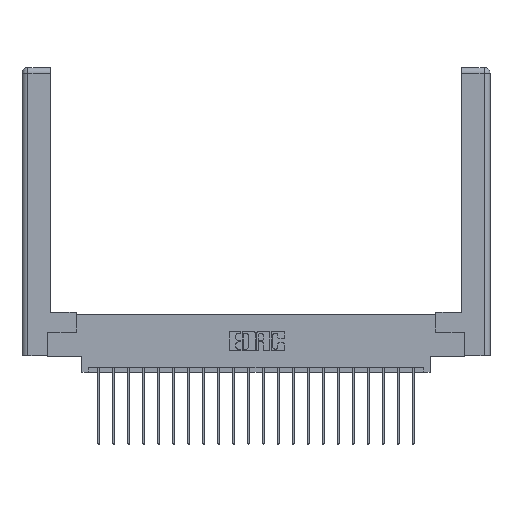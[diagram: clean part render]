
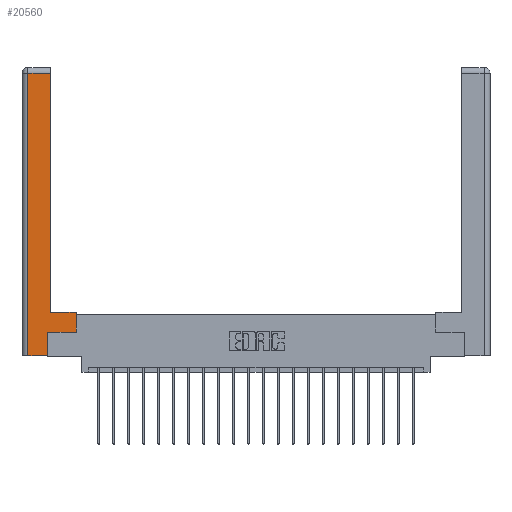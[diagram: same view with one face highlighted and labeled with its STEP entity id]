
A CAD part, top view. The second image highlights one B-rep face of the part: STEP entity #20560.
In plain terms, the highlighted planar face has unit normal (0, 0, 1).
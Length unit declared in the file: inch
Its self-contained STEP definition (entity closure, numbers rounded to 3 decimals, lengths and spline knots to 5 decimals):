
#7 = LINE ( 'NONE', #2750, #308 ) ;
#308 = VECTOR ( 'NONE', #6372, 39.37008 ) ;
#669 = EDGE_CURVE ( 'NONE', #6265, #19193, #4364, .T. ) ;
#722 = VERTEX_POINT ( 'NONE', #14013 ) ;
#1096 = EDGE_CURVE ( 'NONE', #19193, #722, #20378, .T. ) ;
#1329 = LINE ( 'NONE', #16240, #4067 ) ;
#1656 = CARTESIAN_POINT ( 'NONE',  ( 0.0615, 2.94, 0. ) ) ;
#1751 = AXIS2_PLACEMENT_3D ( 'NONE', #7844, #16408, #21654 ) ;
#2303 = CARTESIAN_POINT ( 'NONE',  ( 0.0615, 2.94, 0. ) ) ;
#2750 = CARTESIAN_POINT ( 'NONE',  ( 0.565, 0.245, 0. ) ) ;
#3831 = CARTESIAN_POINT ( 'NONE',  ( 0.565, 0.45, 0. ) ) ;
#4067 = VECTOR ( 'NONE', #21542, 39.37008 ) ;
#4276 = CARTESIAN_POINT ( 'NONE',  ( 0.265, 0.245, 0. ) ) ;
#4364 = LINE ( 'NONE', #15211, #9195 ) ;
#4479 = PLANE ( 'NONE',  #1751 ) ;
#4630 = CARTESIAN_POINT ( 'NONE',  ( 0.295, 3., 0. ) ) ;
#5828 = VERTEX_POINT ( 'NONE', #9158 ) ;
#5838 = VECTOR ( 'NONE', #7768, 39.37008 ) ;
#5861 = LINE ( 'NONE', #17778, #11584 ) ;
#6265 = VERTEX_POINT ( 'NONE', #15987 ) ;
#6372 = DIRECTION ( 'NONE',  ( 1., 0., 0. ) ) ;
#6713 = EDGE_LOOP ( 'NONE', ( #20612, #10662, #17042, #8925, #18267, #14805, #6939, #14825 ) ) ;
#6939 = ORIENTED_EDGE ( 'NONE', *, *, #12661, .T. ) ;
#7163 = CARTESIAN_POINT ( 'NONE',  ( 0.295, 0.45, 0. ) ) ;
#7761 = LINE ( 'NONE', #1656, #18063 ) ;
#7768 = DIRECTION ( 'NONE',  ( 0., 1., 0. ) ) ;
#7844 = CARTESIAN_POINT ( 'NONE',  ( 0., 0., 0. ) ) ;
#8775 = VERTEX_POINT ( 'NONE', #4276 ) ;
#8925 = ORIENTED_EDGE ( 'NONE', *, *, #9934, .T. ) ;
#9065 = EDGE_CURVE ( 'NONE', #8775, #21523, #7, .T. ) ;
#9158 = CARTESIAN_POINT ( 'NONE',  ( 0.265, 0., 0. ) ) ;
#9195 = VECTOR ( 'NONE', #10259, 39.37008 ) ;
#9934 = EDGE_CURVE ( 'NONE', #16564, #5828, #1329, .T. ) ;
#10259 = DIRECTION ( 'NONE',  ( -1., 0., 0. ) ) ;
#10662 = ORIENTED_EDGE ( 'NONE', *, *, #12256, .T. ) ;
#10684 = LINE ( 'NONE', #21869, #5838 ) ;
#11383 = EDGE_CURVE ( 'NONE', #11727, #16564, #5861, .T. ) ;
#11584 = VECTOR ( 'NONE', #12660, 39.37008 ) ;
#11727 = VERTEX_POINT ( 'NONE', #2303 ) ;
#12256 = EDGE_CURVE ( 'NONE', #722, #11727, #7761, .T. ) ;
#12380 = DIRECTION ( 'NONE',  ( 0., 1., 0. ) ) ;
#12660 = DIRECTION ( 'NONE',  ( 0., -1., 0. ) ) ;
#12661 = EDGE_CURVE ( 'NONE', #21523, #6265, #15235, .T. ) ;
#13535 = VECTOR ( 'NONE', #21969, 39.37008 ) ;
#13621 = CARTESIAN_POINT ( 'NONE',  ( 0.565, 0.245, 0. ) ) ;
#13779 = DIRECTION ( 'NONE',  ( -1., 0., 0. ) ) ;
#14013 = CARTESIAN_POINT ( 'NONE',  ( 0.295, 2.94, 0. ) ) ;
#14614 = FACE_OUTER_BOUND ( 'NONE', #6713, .T. ) ;
#14805 = ORIENTED_EDGE ( 'NONE', *, *, #9065, .T. ) ;
#14825 = ORIENTED_EDGE ( 'NONE', *, *, #669, .T. ) ;
#15211 = CARTESIAN_POINT ( 'NONE',  ( 0.295, 0.45, 0. ) ) ;
#15216 = EDGE_CURVE ( 'NONE', #5828, #8775, #10684, .T. ) ;
#15235 = LINE ( 'NONE', #3831, #16836 ) ;
#15972 = CARTESIAN_POINT ( 'NONE',  ( 0.0615, 0., 0. ) ) ;
#15987 = CARTESIAN_POINT ( 'NONE',  ( 0.565, 0.45, 0. ) ) ;
#16240 = CARTESIAN_POINT ( 'NONE',  ( 0.265, 0., 0. ) ) ;
#16408 = DIRECTION ( 'NONE',  ( 0., 0., -1. ) ) ;
#16564 = VERTEX_POINT ( 'NONE', #15972 ) ;
#16836 = VECTOR ( 'NONE', #12380, 39.37008 ) ;
#17042 = ORIENTED_EDGE ( 'NONE', *, *, #11383, .T. ) ;
#17778 = CARTESIAN_POINT ( 'NONE',  ( 0.0615, 0., 0. ) ) ;
#18063 = VECTOR ( 'NONE', #13779, 39.37008 ) ;
#18267 = ORIENTED_EDGE ( 'NONE', *, *, #15216, .T. ) ;
#19193 = VERTEX_POINT ( 'NONE', #7163 ) ;
#20378 = LINE ( 'NONE', #4630, #13535 ) ;
#20560 = ADVANCED_FACE ( 'NONE', ( #14614 ), #4479, .F. ) ;
#20612 = ORIENTED_EDGE ( 'NONE', *, *, #1096, .T. ) ;
#21523 = VERTEX_POINT ( 'NONE', #13621 ) ;
#21542 = DIRECTION ( 'NONE',  ( 1., 0., 0. ) ) ;
#21654 = DIRECTION ( 'NONE',  ( -1., 0., 0. ) ) ;
#21869 = CARTESIAN_POINT ( 'NONE',  ( 0.265, 0.245, 0. ) ) ;
#21969 = DIRECTION ( 'NONE',  ( 0., 1., 0. ) ) ;
